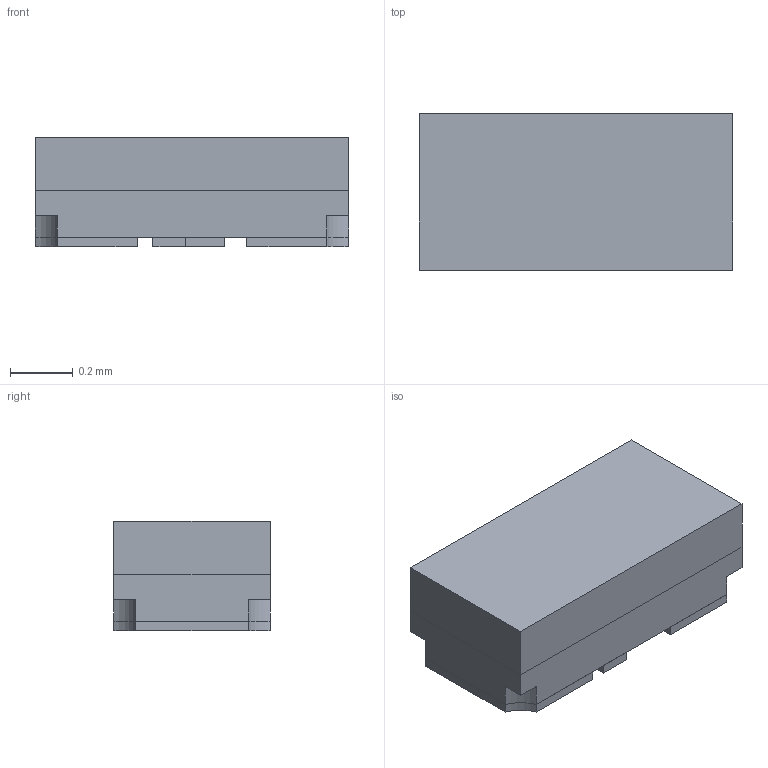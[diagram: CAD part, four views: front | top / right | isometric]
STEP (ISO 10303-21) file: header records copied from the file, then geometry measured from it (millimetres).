
FILE_DESCRIPTION (( 'STEP AP214' ), '1' );
FILE_NAME ('C281.STEP', '2018-02-09T09:43:11', ( '' ), ( '' ), 'SwSTEP 2.0', 'SolidWorks 2013', '' );
FILE_SCHEMA (( 'AUTOMOTIVE_DESIGN' ));
Length unit declared in the file: millimetre
Products named in the file (9): C281-7; C281-6; C281-5; C281-4; C281-3; C281-2; C281-1; Part_1; C281
Assembly tree (8 placements, depth 2):
  C281
    Part_1
    C281-1
    C281-2
    C281-3
    C281-4
    C281-5
    C281-6
    C281-7
Bounding box: 1 x 0.5 x 0.35 mm (x, y, z)
Volume: 0.2 mm3; surface area: 4 mm2
Topology: 7 solids, 9 shells, 64 faces, 144 edges, 96 vertices
Faces by surface type: plane 52, cylinder 10, cone 2
Entity records: 2235 total; most frequent: DIRECTION 320, CARTESIAN_POINT 316, ORIENTED_EDGE 284, EDGE_CURVE 144, VECTOR 120, LINE 120, AXIS2_PLACEMENT_3D 100, VERTEX_POINT 96
